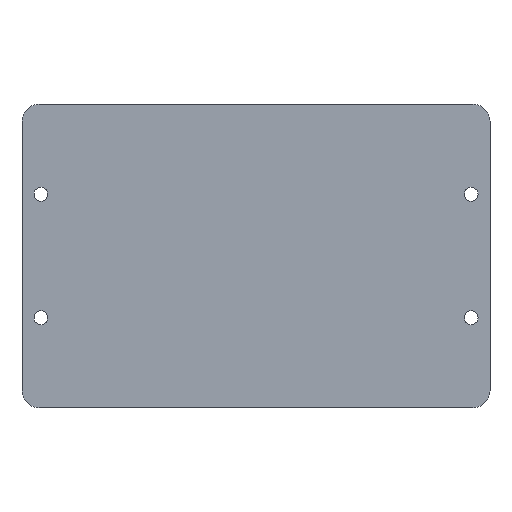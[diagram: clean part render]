
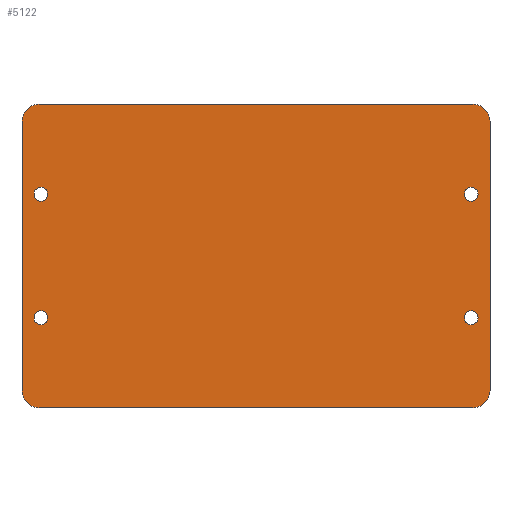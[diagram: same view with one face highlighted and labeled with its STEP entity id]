
A CAD part, top view. The second image highlights one B-rep face of the part: STEP entity #5122.
In plain terms, the highlighted planar face has unit normal (0, 0, 1).
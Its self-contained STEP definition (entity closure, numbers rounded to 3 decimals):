
#86=FACE_BOUND('',#639,.T.);
#87=FACE_BOUND('',#640,.T.);
#88=FACE_BOUND('',#641,.T.);
#89=FACE_BOUND('',#642,.T.);
#341=FACE_OUTER_BOUND('',#638,.T.);
#638=EDGE_LOOP('',(#4619,#4620,#4621,#4622,#4623,#4624,#4625,#4626));
#639=EDGE_LOOP('',(#4627));
#640=EDGE_LOOP('',(#4628));
#641=EDGE_LOOP('',(#4629));
#642=EDGE_LOOP('',(#4630));
#1312=LINE('',#8067,#1989);
#1316=LINE('',#8079,#1993);
#1320=LINE('',#8091,#1997);
#1324=LINE('',#8101,#2001);
#1989=VECTOR('',#6628,10.);
#1993=VECTOR('',#6640,10.);
#1997=VECTOR('',#6652,10.);
#2001=VECTOR('',#6664,10.);
#2020=CIRCLE('',#5395,4.);
#2022=CIRCLE('',#5398,4.);
#2024=CIRCLE('',#5401,4.);
#2026=CIRCLE('',#5404,4.);
#2029=CIRCLE('',#5408,10.);
#2031=CIRCLE('',#5412,10.);
#2033=CIRCLE('',#5416,10.);
#2035=CIRCLE('',#5420,10.);
#2486=VERTEX_POINT('',#8031);
#2488=VERTEX_POINT('',#8037);
#2490=VERTEX_POINT('',#8043);
#2492=VERTEX_POINT('',#8049);
#2496=VERTEX_POINT('',#8058);
#2497=VERTEX_POINT('',#8060);
#2499=VERTEX_POINT('',#8066);
#2501=VERTEX_POINT('',#8072);
#2503=VERTEX_POINT('',#8078);
#2505=VERTEX_POINT('',#8084);
#2507=VERTEX_POINT('',#8090);
#2509=VERTEX_POINT('',#8096);
#3185=EDGE_CURVE('',#2486,#2486,#2020,.T.);
#3188=EDGE_CURVE('',#2488,#2488,#2022,.T.);
#3191=EDGE_CURVE('',#2490,#2490,#2024,.T.);
#3194=EDGE_CURVE('',#2492,#2492,#2026,.T.);
#3199=EDGE_CURVE('',#2497,#2496,#2029,.T.);
#3202=EDGE_CURVE('',#2499,#2497,#1312,.T.);
#3205=EDGE_CURVE('',#2501,#2499,#2031,.T.);
#3208=EDGE_CURVE('',#2503,#2501,#1316,.T.);
#3211=EDGE_CURVE('',#2505,#2503,#2033,.T.);
#3214=EDGE_CURVE('',#2507,#2505,#1320,.T.);
#3217=EDGE_CURVE('',#2509,#2507,#2035,.T.);
#3220=EDGE_CURVE('',#2496,#2509,#1324,.T.);
#4619=ORIENTED_EDGE('',*,*,#3220,.T.);
#4620=ORIENTED_EDGE('',*,*,#3217,.T.);
#4621=ORIENTED_EDGE('',*,*,#3214,.T.);
#4622=ORIENTED_EDGE('',*,*,#3211,.T.);
#4623=ORIENTED_EDGE('',*,*,#3208,.T.);
#4624=ORIENTED_EDGE('',*,*,#3205,.T.);
#4625=ORIENTED_EDGE('',*,*,#3202,.T.);
#4626=ORIENTED_EDGE('',*,*,#3199,.T.);
#4627=ORIENTED_EDGE('',*,*,#3194,.T.);
#4628=ORIENTED_EDGE('',*,*,#3191,.T.);
#4629=ORIENTED_EDGE('',*,*,#3188,.T.);
#4630=ORIENTED_EDGE('',*,*,#3185,.T.);
#4873=PLANE('',#5422);
#5122=ADVANCED_FACE('',(#341,#86,#87,#88,#89),#4873,.T.);
#5395=AXIS2_PLACEMENT_3D('',#8032,#6591,#6592);
#5398=AXIS2_PLACEMENT_3D('',#8038,#6598,#6599);
#5401=AXIS2_PLACEMENT_3D('',#8044,#6605,#6606);
#5404=AXIS2_PLACEMENT_3D('',#8050,#6612,#6613);
#5408=AXIS2_PLACEMENT_3D('',#8061,#6622,#6623);
#5412=AXIS2_PLACEMENT_3D('',#8073,#6634,#6635);
#5416=AXIS2_PLACEMENT_3D('',#8085,#6646,#6647);
#5420=AXIS2_PLACEMENT_3D('',#8097,#6658,#6659);
#5422=AXIS2_PLACEMENT_3D('',#8102,#6665,#6666);
#6591=DIRECTION('center_axis',(0.,0.,-1.));
#6592=DIRECTION('ref_axis',(-1.,0.,0.));
#6598=DIRECTION('center_axis',(0.,0.,-1.));
#6599=DIRECTION('ref_axis',(-1.,0.,0.));
#6605=DIRECTION('center_axis',(0.,0.,-1.));
#6606=DIRECTION('ref_axis',(-1.,0.,0.));
#6612=DIRECTION('center_axis',(0.,0.,-1.));
#6613=DIRECTION('ref_axis',(-1.,0.,0.));
#6622=DIRECTION('center_axis',(0.,0.,1.));
#6623=DIRECTION('ref_axis',(0.,-1.,0.));
#6628=DIRECTION('',(1.,0.,0.));
#6634=DIRECTION('center_axis',(0.,0.,1.));
#6635=DIRECTION('ref_axis',(-1.,0.,0.));
#6640=DIRECTION('',(0.,-1.,0.));
#6646=DIRECTION('center_axis',(0.,0.,1.));
#6647=DIRECTION('ref_axis',(0.,1.,0.));
#6652=DIRECTION('',(-1.,0.,0.));
#6658=DIRECTION('center_axis',(0.,0.,1.));
#6659=DIRECTION('ref_axis',(1.,0.,0.));
#6664=DIRECTION('',(0.,1.,0.));
#6665=DIRECTION('center_axis',(0.,0.,1.));
#6666=DIRECTION('ref_axis',(-1.,0.,0.));
#8031=CARTESIAN_POINT('',(-121.5,36.,2.));
#8032=CARTESIAN_POINT('Origin',(-125.5,36.,2.));
#8037=CARTESIAN_POINT('',(129.5,36.,2.));
#8038=CARTESIAN_POINT('Origin',(125.5,36.,2.));
#8043=CARTESIAN_POINT('',(-121.5,-36.,2.));
#8044=CARTESIAN_POINT('Origin',(-125.5,-36.,2.));
#8049=CARTESIAN_POINT('',(129.5,-36.,2.));
#8050=CARTESIAN_POINT('Origin',(125.5,-36.,2.));
#8058=CARTESIAN_POINT('',(136.5,-78.5,2.));
#8060=CARTESIAN_POINT('',(126.5,-88.5,2.));
#8061=CARTESIAN_POINT('Origin',(126.5,-78.5,2.));
#8066=CARTESIAN_POINT('',(-126.5,-88.5,2.));
#8067=CARTESIAN_POINT('',(-126.5,-88.5,2.));
#8072=CARTESIAN_POINT('',(-136.5,-78.5,2.));
#8073=CARTESIAN_POINT('Origin',(-126.5,-78.5,2.));
#8078=CARTESIAN_POINT('',(-136.5,78.5,2.));
#8079=CARTESIAN_POINT('',(-136.5,78.5,2.));
#8084=CARTESIAN_POINT('',(-126.5,88.5,2.));
#8085=CARTESIAN_POINT('Origin',(-126.5,78.5,2.));
#8090=CARTESIAN_POINT('',(126.5,88.5,2.));
#8091=CARTESIAN_POINT('',(126.5,88.5,2.));
#8096=CARTESIAN_POINT('',(136.5,78.5,2.));
#8097=CARTESIAN_POINT('Origin',(126.5,78.5,2.));
#8101=CARTESIAN_POINT('',(136.5,-78.5,2.));
#8102=CARTESIAN_POINT('Origin',(0.,0.,2.));
